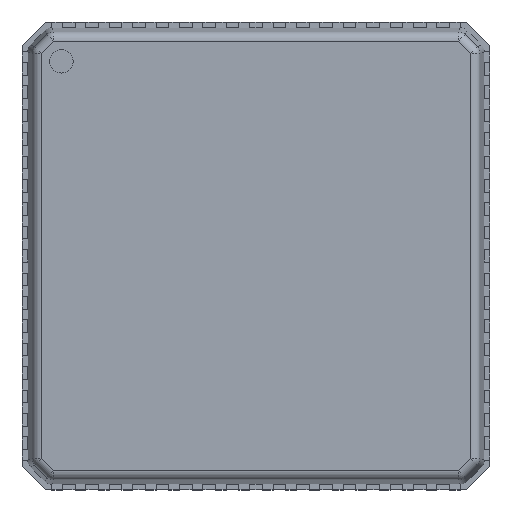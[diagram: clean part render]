
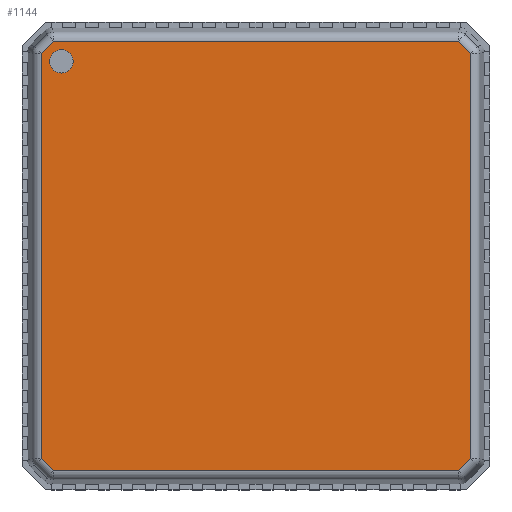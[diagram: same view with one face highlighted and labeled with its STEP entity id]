
A CAD part, top view. The second image highlights one B-rep face of the part: STEP entity #1144.
In plain terms, the highlighted planar face has unit normal (0, 0, 1).
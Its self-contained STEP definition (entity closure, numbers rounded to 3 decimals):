
#230=CARTESIAN_POINT('',(-3.908,4.158,0.9));
#231=VERTEX_POINT('',#230);
#240=CARTESIAN_POINT('',(-4.408,4.158,0.9));
#241=VERTEX_POINT('',#240);
#242=CARTESIAN_POINT('',(-4.158,4.158,0.9));
#243=DIRECTION('',(0.0,0.0,-1.0));
#244=DIRECTION('',(1.0,0.0,0.0));
#245=AXIS2_PLACEMENT_3D('',#242,#243,#244);
#246=CIRCLE('',#245,0.25);
#247=EDGE_CURVE('',#241,#231,#246,.T.);
#281=CARTESIAN_POINT('',(-4.158,4.158,0.9));
#282=DIRECTION('',(0.0,0.0,-1.0));
#283=DIRECTION('',(1.0,0.0,0.0));
#284=AXIS2_PLACEMENT_3D('',#281,#282,#283);
#285=CIRCLE('',#284,0.25);
#286=EDGE_CURVE('',#231,#241,#285,.T.);
#317=CARTESIAN_POINT('',(4.587,4.329,0.9));
#318=VERTEX_POINT('',#317);
#343=CARTESIAN_POINT('',(4.587,-4.329,0.9));
#344=VERTEX_POINT('',#343);
#387=CARTESIAN_POINT('',(4.329,4.587,0.9));
#388=VERTEX_POINT('',#387);
#413=CARTESIAN_POINT('',(4.329,-4.587,0.9));
#414=VERTEX_POINT('',#413);
#457=CARTESIAN_POINT('',(-4.329,4.587,0.9));
#458=VERTEX_POINT('',#457);
#483=CARTESIAN_POINT('',(-4.329,-4.587,0.9));
#484=VERTEX_POINT('',#483);
#527=CARTESIAN_POINT('',(-4.587,4.329,0.9));
#528=VERTEX_POINT('',#527);
#553=CARTESIAN_POINT('',(-4.587,-4.329,0.9));
#554=VERTEX_POINT('',#553);
#594=CARTESIAN_POINT('',(-4.587,-4.329,0.9));
#595=DIRECTION('',(0.0,1.0,0.0));
#596=VECTOR('',#595,8.658);
#597=LINE('',#594,#596);
#598=EDGE_CURVE('',#554,#528,#597,.T.);
#616=CARTESIAN_POINT('',(-4.329,-4.587,0.9));
#617=DIRECTION('',(-0.707,0.707,0.0));
#618=VECTOR('',#617,0.365);
#619=LINE('',#616,#618);
#620=EDGE_CURVE('',#484,#554,#619,.T.);
#670=CARTESIAN_POINT('',(-4.587,4.329,0.9));
#671=DIRECTION('',(0.707,0.707,0.0));
#672=VECTOR('',#671,0.365);
#673=LINE('',#670,#672);
#674=EDGE_CURVE('',#528,#458,#673,.T.);
#756=CARTESIAN_POINT('',(4.329,-4.587,0.9));
#757=DIRECTION('',(-1.0,0.0,0.0));
#758=VECTOR('',#757,8.658);
#759=LINE('',#756,#758);
#760=EDGE_CURVE('',#414,#484,#759,.T.);
#778=CARTESIAN_POINT('',(-4.329,4.587,0.9));
#779=DIRECTION('',(1.0,0.0,0.0));
#780=VECTOR('',#779,8.658);
#781=LINE('',#778,#780);
#782=EDGE_CURVE('',#458,#388,#781,.T.);
#832=CARTESIAN_POINT('',(4.587,-4.329,0.9));
#833=DIRECTION('',(-0.707,-0.707,0.0));
#834=VECTOR('',#833,0.365);
#835=LINE('',#832,#834);
#836=EDGE_CURVE('',#344,#414,#835,.T.);
#886=CARTESIAN_POINT('',(4.329,4.587,0.9));
#887=DIRECTION('',(0.707,-0.707,0.0));
#888=VECTOR('',#887,0.365);
#889=LINE('',#886,#888);
#890=EDGE_CURVE('',#388,#318,#889,.T.);
#940=CARTESIAN_POINT('',(4.587,4.329,0.9));
#941=DIRECTION('',(0.0,-1.0,0.0));
#942=VECTOR('',#941,8.658);
#943=LINE('',#940,#942);
#944=EDGE_CURVE('',#318,#344,#943,.T.);
#1125=CARTESIAN_POINT('',(0.,0.,0.9));
#1126=DIRECTION('',(0.0,0.0,1.0));
#1127=DIRECTION('',(1.0,0.0,0.0));
#1128=AXIS2_PLACEMENT_3D('',#1125,#1126,#1127);
#1129=PLANE('',#1128);
#1130=ORIENTED_EDGE('',*,*,#598,.F.);
#1131=ORIENTED_EDGE('',*,*,#620,.F.);
#1132=ORIENTED_EDGE('',*,*,#760,.F.);
#1133=ORIENTED_EDGE('',*,*,#836,.F.);
#1134=ORIENTED_EDGE('',*,*,#944,.F.);
#1135=ORIENTED_EDGE('',*,*,#890,.F.);
#1136=ORIENTED_EDGE('',*,*,#782,.F.);
#1137=ORIENTED_EDGE('',*,*,#674,.F.);
#1138=EDGE_LOOP('',(#1130,#1131,#1132,#1133,#1134,#1135,#1136,#1137));
#1139=FACE_OUTER_BOUND('',#1138,.T.);
#1140=ORIENTED_EDGE('',*,*,#286,.T.);
#1141=ORIENTED_EDGE('',*,*,#247,.T.);
#1142=EDGE_LOOP('',(#1140,#1141));
#1143=FACE_BOUND('',#1142,.T.);
#1144=ADVANCED_FACE('',(#1139,#1143),#1129,.T.);
